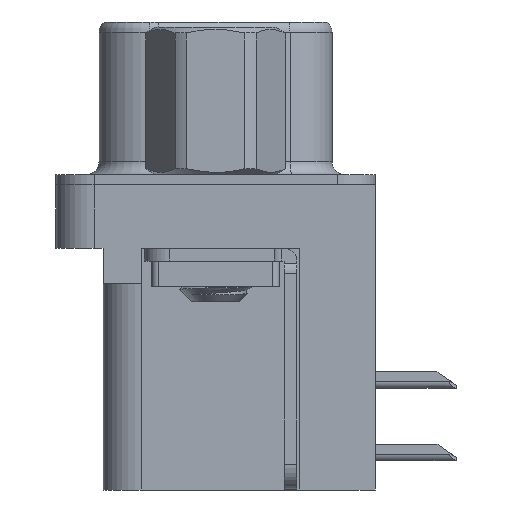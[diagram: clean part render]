
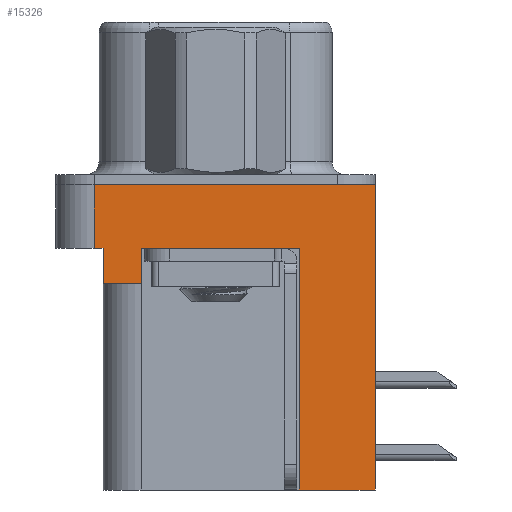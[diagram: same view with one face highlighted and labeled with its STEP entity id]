
A CAD part, left-side view. The second image highlights one B-rep face of the part: STEP entity #15326.
In plain terms, the highlighted planar face has unit normal (-1, 0, 0).
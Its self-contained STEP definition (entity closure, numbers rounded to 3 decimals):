
#642 = EDGE_CURVE ( 'NONE', #20991, #19666, #8807, .T. ) ;
#682 = VERTEX_POINT ( 'NONE', #12511 ) ;
#739 = VERTEX_POINT ( 'NONE', #6870 ) ;
#773 = DIRECTION ( 'NONE',  ( 0., 0., 1. ) ) ;
#874 = ORIENTED_EDGE ( 'NONE', *, *, #15455, .F. ) ;
#1393 = ORIENTED_EDGE ( 'NONE', *, *, #9707, .F. ) ;
#1405 = VECTOR ( 'NONE', #17855, 1000. ) ;
#1510 = DIRECTION ( 'NONE',  ( 0., -1., 0. ) ) ;
#2612 = ORIENTED_EDGE ( 'NONE', *, *, #12618, .F. ) ;
#2859 = CARTESIAN_POINT ( 'NONE',  ( -2.935, -6.275, 0. ) ) ;
#3331 = VECTOR ( 'NONE', #20293, 1000. ) ;
#3612 = CARTESIAN_POINT ( 'NONE',  ( -2.935, 4.425, -3.9 ) ) ;
#4448 = DIRECTION ( 'NONE',  ( 0., 0., 1. ) ) ;
#5475 = ORIENTED_EDGE ( 'NONE', *, *, #8506, .T. ) ;
#5900 = CARTESIAN_POINT ( 'NONE',  ( -2.935, 4.775, -2.5 ) ) ;
#5904 = LINE ( 'NONE', #23752, #6204 ) ;
#6204 = VECTOR ( 'NONE', #11385, 1000. ) ;
#6420 = LINE ( 'NONE', #12717, #19189 ) ;
#6458 = VECTOR ( 'NONE', #19680, 1000. ) ;
#6520 = CARTESIAN_POINT ( 'NONE',  ( -2.935, -3.295, -12. ) ) ;
#6700 = CARTESIAN_POINT ( 'NONE',  ( -2.935, -6.275, -2.5 ) ) ;
#6870 = CARTESIAN_POINT ( 'NONE',  ( -2.935, 4.775, 0. ) ) ;
#7344 = DIRECTION ( 'NONE',  ( 0., 0., 1. ) ) ;
#7663 = ORIENTED_EDGE ( 'NONE', *, *, #17279, .F. ) ;
#7959 = CARTESIAN_POINT ( 'NONE',  ( -2.935, -6.275, -12. ) ) ;
#8383 = LINE ( 'NONE', #13931, #17639 ) ;
#8506 = EDGE_CURVE ( 'NONE', #10877, #20991, #20348, .T. ) ;
#8702 = DIRECTION ( 'NONE',  ( 0., 0., 1. ) ) ;
#8807 = LINE ( 'NONE', #6700, #6458 ) ;
#9707 = EDGE_CURVE ( 'NONE', #20646, #739, #21171, .T. ) ;
#10044 = CARTESIAN_POINT ( 'NONE',  ( -2.935, 4.775, -2.5 ) ) ;
#10084 = LINE ( 'NONE', #2859, #1405 ) ;
#10531 = VERTEX_POINT ( 'NONE', #7959 ) ;
#10702 = EDGE_CURVE ( 'NONE', #739, #23878, #10084, .T. ) ;
#10877 = VERTEX_POINT ( 'NONE', #24014 ) ;
#10913 = CARTESIAN_POINT ( 'NONE',  ( -2.935, 2.895, -2.5 ) ) ;
#11046 = DIRECTION ( 'NONE',  ( -1., 0., 0. ) ) ;
#11385 = DIRECTION ( 'NONE',  ( 0., 0., 1. ) ) ;
#11987 = LINE ( 'NONE', #14670, #3331 ) ;
#12341 = LINE ( 'NONE', #3612, #21620 ) ;
#12401 = ORIENTED_EDGE ( 'NONE', *, *, #14374, .T. ) ;
#12511 = CARTESIAN_POINT ( 'NONE',  ( -2.935, 4.425, -3.9 ) ) ;
#12618 = EDGE_CURVE ( 'NONE', #13551, #19666, #5904, .T. ) ;
#12717 = CARTESIAN_POINT ( 'NONE',  ( -2.935, -6.275, -2.5 ) ) ;
#12761 = LINE ( 'NONE', #21149, #19479 ) ;
#13551 = VERTEX_POINT ( 'NONE', #6520 ) ;
#13895 = FACE_OUTER_BOUND ( 'NONE', #17191, .T. ) ;
#13931 = CARTESIAN_POINT ( 'NONE',  ( -2.935, -6.275, -2.5 ) ) ;
#14052 = VERTEX_POINT ( 'NONE', #17207 ) ;
#14374 = EDGE_CURVE ( 'NONE', #20646, #14052, #6420, .T. ) ;
#14670 = CARTESIAN_POINT ( 'NONE',  ( -2.935, 4.425, -3.9 ) ) ;
#14936 = DIRECTION ( 'NONE',  ( 0., 1., 0. ) ) ;
#15326 = ADVANCED_FACE ( 'NONE', ( #13895 ), #20147, .T. ) ;
#15455 = EDGE_CURVE ( 'NONE', #10877, #682, #12341, .T. ) ;
#16226 = VECTOR ( 'NONE', #4448, 1000. ) ;
#16709 = EDGE_CURVE ( 'NONE', #682, #14052, #11987, .T. ) ;
#16898 = ORIENTED_EDGE ( 'NONE', *, *, #642, .T. ) ;
#17191 = EDGE_LOOP ( 'NONE', ( #18946, #1393, #12401, #19858, #874, #5475, #16898, #2612, #7663, #19669 ) ) ;
#17207 = CARTESIAN_POINT ( 'NONE',  ( -2.935, 4.425, -2.5 ) ) ;
#17279 = EDGE_CURVE ( 'NONE', #10531, #13551, #12761, .T. ) ;
#17639 = VECTOR ( 'NONE', #773, 1000. ) ;
#17855 = DIRECTION ( 'NONE',  ( 0., -1., 0. ) ) ;
#18946 = ORIENTED_EDGE ( 'NONE', *, *, #10702, .F. ) ;
#19189 = VECTOR ( 'NONE', #1510, 1000. ) ;
#19479 = VECTOR ( 'NONE', #19779, 1000. ) ;
#19666 = VERTEX_POINT ( 'NONE', #23417 ) ;
#19669 = ORIENTED_EDGE ( 'NONE', *, *, #21343, .T. ) ;
#19680 = DIRECTION ( 'NONE',  ( 0., -1., 0. ) ) ;
#19779 = DIRECTION ( 'NONE',  ( 0., 1., 0. ) ) ;
#19858 = ORIENTED_EDGE ( 'NONE', *, *, #16709, .F. ) ;
#19975 = CARTESIAN_POINT ( 'NONE',  ( -2.935, -6.275, 0. ) ) ;
#20147 = PLANE ( 'NONE',  #24030 ) ;
#20293 = DIRECTION ( 'NONE',  ( 0., 0., 1. ) ) ;
#20348 = LINE ( 'NONE', #23437, #22935 ) ;
#20646 = VERTEX_POINT ( 'NONE', #5900 ) ;
#20991 = VERTEX_POINT ( 'NONE', #10913 ) ;
#21149 = CARTESIAN_POINT ( 'NONE',  ( -2.935, -3.295, -12. ) ) ;
#21171 = LINE ( 'NONE', #10044, #16226 ) ;
#21343 = EDGE_CURVE ( 'NONE', #10531, #23878, #8383, .T. ) ;
#21620 = VECTOR ( 'NONE', #14936, 1000. ) ;
#22935 = VECTOR ( 'NONE', #8702, 1000. ) ;
#23417 = CARTESIAN_POINT ( 'NONE',  ( -2.935, -3.295, -2.5 ) ) ;
#23437 = CARTESIAN_POINT ( 'NONE',  ( -2.935, 2.895, -3.9 ) ) ;
#23752 = CARTESIAN_POINT ( 'NONE',  ( -2.935, -3.295, -12. ) ) ;
#23878 = VERTEX_POINT ( 'NONE', #19975 ) ;
#23885 = CARTESIAN_POINT ( 'NONE',  ( -2.935, -6.275, -2.5 ) ) ;
#24014 = CARTESIAN_POINT ( 'NONE',  ( -2.935, 2.895, -3.9 ) ) ;
#24030 = AXIS2_PLACEMENT_3D ( 'NONE', #23885, #11046, #7344 ) ;
